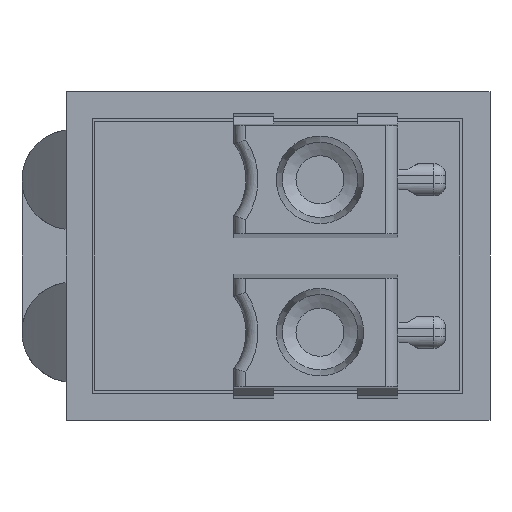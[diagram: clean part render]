
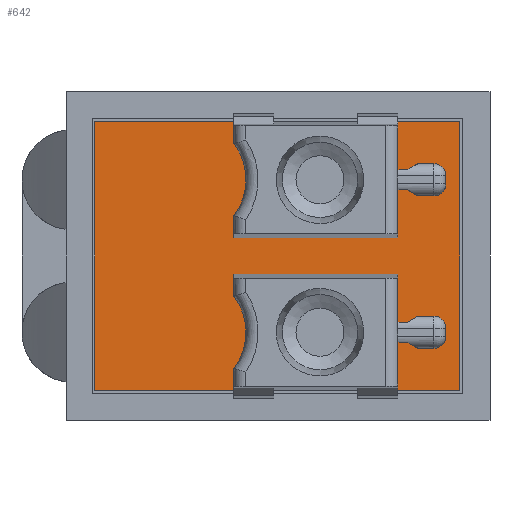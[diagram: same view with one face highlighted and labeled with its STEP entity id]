
A CAD part, front view. The second image highlights one B-rep face of the part: STEP entity #642.
In plain terms, the highlighted planar face has unit normal (0, -1, 0).
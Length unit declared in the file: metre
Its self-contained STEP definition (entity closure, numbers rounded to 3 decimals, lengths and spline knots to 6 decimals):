
#642=ADVANCED_FACE('',(#1842),#1843,.T.);
#1216=EDGE_CURVE('',#2730,#2731,#2732,.T.);
#1222=EDGE_CURVE('',#2740,#2741,#2742,.T.);
#1842=FACE_OUTER_BOUND('',#3601,.T.);
#1843=PLANE('',#3602);
#2730=VERTEX_POINT('',#4602);
#2731=VERTEX_POINT('',#4603);
#2732=LINE('',#4604,#4605);
#2740=VERTEX_POINT('',#4618);
#2741=VERTEX_POINT('',#4619);
#2742=LINE('',#4620,#4621);
#2748=VERTEX_POINT('',#4630);
#2965=VERTEX_POINT('',#5038);
#2974=VERTEX_POINT('',#5053);
#3082=VERTEX_POINT('',#5240);
#3089=VERTEX_POINT('',#5251);
#3360=VERTEX_POINT('',#5836);
#3537=VERTEX_POINT('',#6269);
#3601=EDGE_LOOP('',(#6429,#6430,#6431,#6432,#6433,#6434,#6435,#6436,#6437,#6438,#6439,#6440,#6441,#6442,#6443,#6444,#6445,#6446));
#3602=AXIS2_PLACEMENT_3D('',#6447,#6448,#6449);
#4602=CARTESIAN_POINT('',(-0.019283,0.,-0.22312));
#4603=CARTESIAN_POINT('',(-0.019283,0.,-0.22983));
#4604=CARTESIAN_POINT('',(-0.019283,0.,-0.1455));
#4605=VECTOR('',#8862,1.0);
#4618=CARTESIAN_POINT('',(-0.010153,0.,-0.22312));
#4619=CARTESIAN_POINT('',(-0.0117,0.,-0.22312));
#4620=CARTESIAN_POINT('',(-0.010153,0.,-0.22312));
#4621=VECTOR('',#8865,1.0);
#4630=CARTESIAN_POINT('',(-0.010153,0.,-0.22983));
#5038=CARTESIAN_POINT('',(-0.0158,0.,-0.22602));
#5053=CARTESIAN_POINT('',(-0.0158,0.,-0.22547));
#5240=CARTESIAN_POINT('',(-0.0158,0.,-0.22748));
#5251=CARTESIAN_POINT('',(-0.0158,0.,-0.22693));
#5836=CARTESIAN_POINT('',(-0.0158,0.,-0.22928));
#6269=CARTESIAN_POINT('',(-0.0158,0.,-0.22367));
#6429=ORIENTED_EDGE('',*,*,#9216,.T.);
#6430=ORIENTED_EDGE('',*,*,#1222,.T.);
#6431=ORIENTED_EDGE('',*,*,#9217,.T.);
#6432=ORIENTED_EDGE('',*,*,#9218,.F.);
#6433=ORIENTED_EDGE('',*,*,#9219,.T.);
#6434=ORIENTED_EDGE('',*,*,#9220,.T.);
#6435=ORIENTED_EDGE('',*,*,#9221,.F.);
#6436=ORIENTED_EDGE('',*,*,#9222,.T.);
#6437=ORIENTED_EDGE('',*,*,#9223,.F.);
#6438=ORIENTED_EDGE('',*,*,#1216,.T.);
#6439=ORIENTED_EDGE('',*,*,#9224,.F.);
#6440=ORIENTED_EDGE('',*,*,#9225,.F.);
#6441=ORIENTED_EDGE('',*,*,#9226,.F.);
#6442=ORIENTED_EDGE('',*,*,#9227,.F.);
#6443=ORIENTED_EDGE('',*,*,#9228,.F.);
#6444=ORIENTED_EDGE('',*,*,#9229,.F.);
#6445=ORIENTED_EDGE('',*,*,#9230,.F.);
#6446=ORIENTED_EDGE('',*,*,#9231,.F.);
#6447=CARTESIAN_POINT('',(-0.011368,0.,-0.08395));
#6448=DIRECTION('',(0.,-1.0,0.));
#6449=DIRECTION('',(-1.0,0.,0.0));
#8862=DIRECTION('',(0.,0.,-1.0));
#8865=DIRECTION('',(-1.,0.,0.));
#9216=EDGE_CURVE('',#2748,#2740,#9914,.T.);
#9217=EDGE_CURVE('',#2741,#9915,#9916,.T.);
#9218=EDGE_CURVE('',#9917,#9915,#9918,.T.);
#9219=EDGE_CURVE('',#9917,#2965,#9919,.T.);
#9220=EDGE_CURVE('',#2965,#2974,#9920,.T.);
#9221=EDGE_CURVE('',#3537,#2974,#9921,.T.);
#9222=EDGE_CURVE('',#3537,#9922,#9923,.T.);
#9223=EDGE_CURVE('',#2730,#9922,#9924,.T.);
#9224=EDGE_CURVE('',#9925,#2731,#9926,.T.);
#9225=EDGE_CURVE('',#9927,#9925,#9928,.T.);
#9226=EDGE_CURVE('',#3360,#9927,#9929,.T.);
#9227=EDGE_CURVE('',#3082,#3360,#9930,.T.);
#9228=EDGE_CURVE('',#3089,#3082,#9931,.T.);
#9229=EDGE_CURVE('',#9932,#3089,#9933,.T.);
#9230=EDGE_CURVE('',#9934,#9932,#9935,.T.);
#9231=EDGE_CURVE('',#2748,#9934,#9936,.T.);
#9914=LINE('',#10806,#10807);
#9915=VERTEX_POINT('',#10808);
#9916=LINE('',#10809,#10810);
#9917=VERTEX_POINT('',#10811);
#9918=LINE('',#10812,#10813);
#9919=LINE('',#10814,#10815);
#9920=LINE('',#10816,#10817);
#9921=CIRCLE('',#10818,0.0015);
#9922=VERTEX_POINT('',#10819);
#9923=LINE('',#10820,#10821);
#9924=LINE('',#10822,#10823);
#9925=VERTEX_POINT('',#10824);
#9926=LINE('',#10825,#10826);
#9927=VERTEX_POINT('',#10827);
#9928=LINE('',#10828,#10829);
#9929=LINE('',#10830,#10831);
#9930=CIRCLE('',#10832,0.0015);
#9931=LINE('',#10833,#10834);
#9932=VERTEX_POINT('',#10835);
#9933=LINE('',#10836,#10837);
#9934=VERTEX_POINT('',#10838);
#9935=LINE('',#10839,#10840);
#9936=LINE('',#10841,#10842);
#10806=CARTESIAN_POINT('',(-0.010153,0.,-0.148688));
#10807=VECTOR('',#12009,1.0);
#10808=CARTESIAN_POINT('',(-0.0117,0.,-0.223232));
#10809=CARTESIAN_POINT('',(-0.0117,0.,-0.22312));
#10810=VECTOR('',#12010,1.0);
#10811=CARTESIAN_POINT('',(-0.0117,0.,-0.22602));
#10812=CARTESIAN_POINT('',(-0.0117,0.,-0.226308));
#10813=VECTOR('',#12011,1.0);
#10814=CARTESIAN_POINT('',(-0.0117,0.,-0.22602));
#10815=VECTOR('',#12012,1.0);
#10816=CARTESIAN_POINT('',(-0.0158,0.,-0.22592));
#10817=VECTOR('',#12013,1.0);
#10818=AXIS2_PLACEMENT_3D('',#12014,#12015,#12016);
#10819=CARTESIAN_POINT('',(-0.0158,0.,-0.22312));
#10820=CARTESIAN_POINT('',(-0.0158,0.,-0.223279));
#10821=VECTOR('',#12017,1.0);
#10822=CARTESIAN_POINT('',(-0.019268,0.,-0.22312));
#10823=VECTOR('',#12018,1.0);
#10824=CARTESIAN_POINT('',(-0.0158,0.,-0.22983));
#10825=CARTESIAN_POINT('',(-0.015818,0.,-0.22983));
#10826=VECTOR('',#12019,1.0);
#10827=CARTESIAN_POINT('',(-0.0158,0.,-0.229671));
#10828=CARTESIAN_POINT('',(-0.0158,0.,-0.229671));
#10829=VECTOR('',#12020,1.0);
#10830=CARTESIAN_POINT('',(-0.0158,0.,-0.22928));
#10831=VECTOR('',#12021,1.0);
#10832=AXIS2_PLACEMENT_3D('',#12022,#12023,#12024);
#10833=CARTESIAN_POINT('',(-0.0158,0.,-0.22693));
#10834=VECTOR('',#12025,1.0);
#10835=CARTESIAN_POINT('',(-0.0117,0.,-0.22693));
#10836=CARTESIAN_POINT('',(-0.0117,0.,-0.22693));
#10837=VECTOR('',#12026,1.0);
#10838=CARTESIAN_POINT('',(-0.0117,0.,-0.22983));
#10839=CARTESIAN_POINT('',(-0.0117,0.,-0.22983));
#10840=VECTOR('',#12027,1.0);
#10841=CARTESIAN_POINT('',(-0.010153,0.,-0.22983));
#10842=VECTOR('',#12028,1.0);
#12009=DIRECTION('',(0.,0.,1.0));
#12010=DIRECTION('',(0.,0.,-1.));
#12011=DIRECTION('',(0.,0.,1.0));
#12012=DIRECTION('',(-1.,0.,0.));
#12013=DIRECTION('',(0.,0.,1.0));
#12014=CARTESIAN_POINT('',(-0.017,0.,-0.22457));
#12015=DIRECTION('',(0.,1.0,0.));
#12016=DIRECTION('',(0.8,0.,0.6));
#12017=DIRECTION('',(0.,0.,1.0));
#12018=DIRECTION('',(1.0,0.,0.));
#12019=DIRECTION('',(-1.,0.,0.));
#12020=DIRECTION('',(0.,0.,-1.));
#12021=DIRECTION('',(0.,0.,-1.0));
#12022=CARTESIAN_POINT('',(-0.017,0.,-0.22838));
#12023=DIRECTION('',(0.,1.0,0.));
#12024=DIRECTION('',(0.8,0.,0.6));
#12025=DIRECTION('',(0.,0.,-1.0));
#12026=DIRECTION('',(-1.,0.,0.));
#12027=DIRECTION('',(0.,0.,1.0));
#12028=DIRECTION('',(-1.0,0.,0.));
